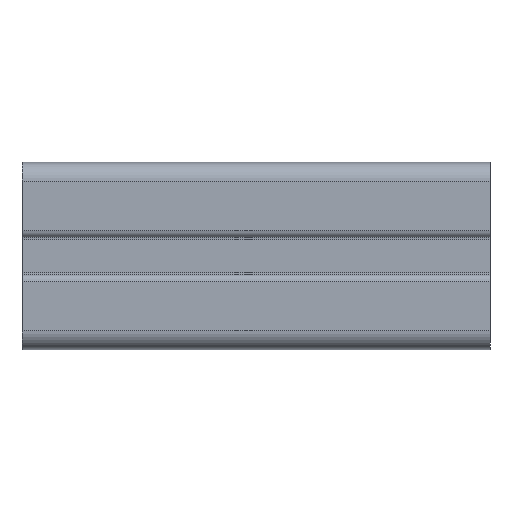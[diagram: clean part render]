
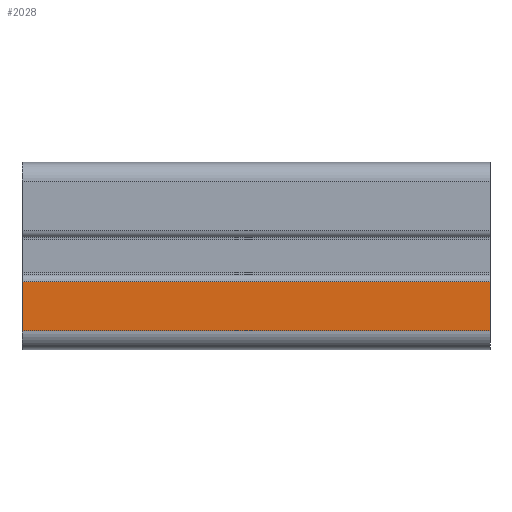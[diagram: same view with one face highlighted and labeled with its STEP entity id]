
A CAD part, front view. The second image highlights one B-rep face of the part: STEP entity #2028.
In plain terms, the highlighted planar face has unit normal (0, -1, 0).
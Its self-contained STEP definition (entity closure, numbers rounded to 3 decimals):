
#68 = PLANE ( 'NONE',  #3813 ) ;
#244 = CARTESIAN_POINT ( 'NONE',  ( 59.184, 34.898, -16. ) ) ;
#283 = VERTEX_POINT ( 'NONE', #4221 ) ;
#303 = EDGE_CURVE ( 'NONE', #976, #1921, #2446, .T. ) ;
#391 = DIRECTION ( 'NONE',  ( 0., 0., -1. ) ) ;
#427 = LINE ( 'NONE', #2730, #4228 ) ;
#522 = ORIENTED_EDGE ( 'NONE', *, *, #2617, .T. ) ;
#837 = CARTESIAN_POINT ( 'NONE',  ( 59.184, 34.898, -5.5 ) ) ;
#976 = VERTEX_POINT ( 'NONE', #244 ) ;
#1789 = EDGE_LOOP ( 'NONE', ( #4318, #3746, #5126, #522 ) ) ;
#1921 = VERTEX_POINT ( 'NONE', #5229 ) ;
#1948 = DIRECTION ( 'NONE',  ( 0., 0., -1. ) ) ;
#2028 = ADVANCED_FACE ( 'NONE', ( #2993 ), #68, .F. ) ;
#2044 = DIRECTION ( 'NONE',  ( 0., 1., 0. ) ) ;
#2085 = DIRECTION ( 'NONE',  ( 0., 0., 1. ) ) ;
#2383 = EDGE_CURVE ( 'NONE', #2773, #976, #427, .T. ) ;
#2446 = LINE ( 'NONE', #3759, #4812 ) ;
#2617 = EDGE_CURVE ( 'NONE', #2773, #283, #3953, .T. ) ;
#2730 = CARTESIAN_POINT ( 'NONE',  ( 59.184, 34.898, -5.5 ) ) ;
#2773 = VERTEX_POINT ( 'NONE', #3430 ) ;
#2993 = FACE_OUTER_BOUND ( 'NONE', #1789, .T. ) ;
#3178 = EDGE_CURVE ( 'NONE', #283, #1921, #5089, .T. ) ;
#3324 = CARTESIAN_POINT ( 'NONE',  ( 59.184, 34.898, -5.5 ) ) ;
#3430 = CARTESIAN_POINT ( 'NONE',  ( 59.184, 34.898, -5.5 ) ) ;
#3746 = ORIENTED_EDGE ( 'NONE', *, *, #303, .F. ) ;
#3759 = CARTESIAN_POINT ( 'NONE',  ( 59.184, 34.898, -16. ) ) ;
#3813 = AXIS2_PLACEMENT_3D ( 'NONE', #837, #2044, #2085 ) ;
#3953 = LINE ( 'NONE', #3324, #4788 ) ;
#4221 = CARTESIAN_POINT ( 'NONE',  ( -40.816, 34.898, -5.5 ) ) ;
#4228 = VECTOR ( 'NONE', #1948, 1000. ) ;
#4318 = ORIENTED_EDGE ( 'NONE', *, *, #3178, .T. ) ;
#4491 = CARTESIAN_POINT ( 'NONE',  ( -40.816, 34.898, -5.5 ) ) ;
#4614 = DIRECTION ( 'NONE',  ( -1., 0., 0. ) ) ;
#4788 = VECTOR ( 'NONE', #4952, 1000. ) ;
#4812 = VECTOR ( 'NONE', #4614, 1000. ) ;
#4952 = DIRECTION ( 'NONE',  ( -1., 0., 0. ) ) ;
#4968 = VECTOR ( 'NONE', #391, 1000. ) ;
#5089 = LINE ( 'NONE', #4491, #4968 ) ;
#5126 = ORIENTED_EDGE ( 'NONE', *, *, #2383, .F. ) ;
#5229 = CARTESIAN_POINT ( 'NONE',  ( -40.816, 34.898, -16. ) ) ;
